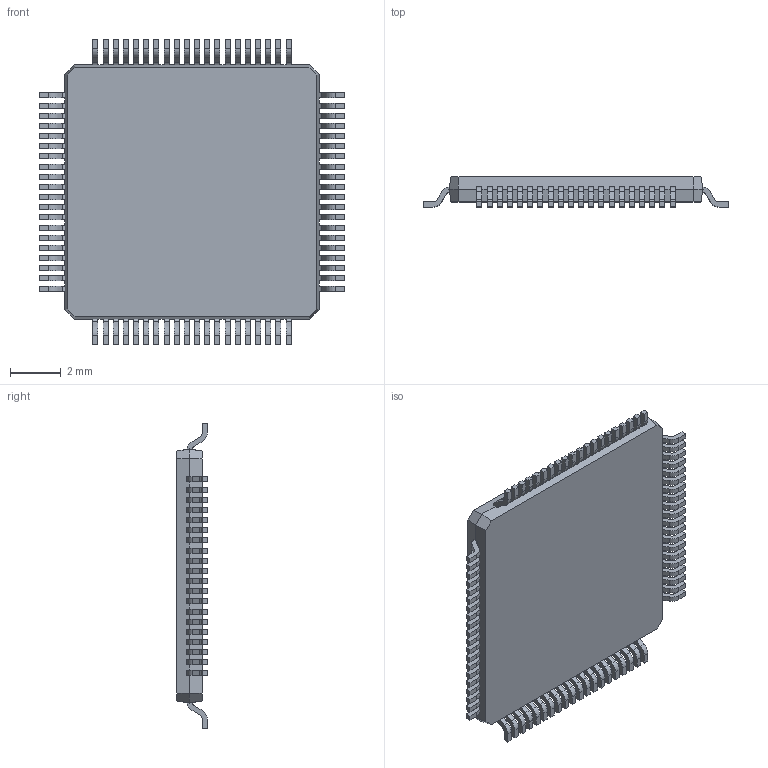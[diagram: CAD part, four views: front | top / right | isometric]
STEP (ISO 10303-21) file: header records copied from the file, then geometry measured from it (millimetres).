
FILE_DESCRIPTION (( 'STEP AP214' ), '1' );
FILE_NAME ('TSQFP40P1200X1200-80.STEP', '2011-01-31T08:45:24', ( 'vpeshkov' ), ( 'cad-design.ru' ), 'SwSTEP 2.0', 'SolidWorks 2009', '' );
FILE_SCHEMA (( 'AUTOMOTIVE_DESIGN' ));
Length unit declared in the file: millimetre
Products named in the file (1): TSQFP40P1200X1200-80
Bounding box: 12 x 1.2 x 12 mm (x, y, z)
Volume: 102.2 mm3; surface area: 314.9 mm2
Topology: 1 solids, 1 shells, 904 faces, 2692 edges, 1792 vertices
Faces by surface type: plane 580, cylinder 324
Entity records: 40089 total; most frequent: CARTESIAN_POINT 5389, ORIENTED_EDGE 5384, DIRECTION 5150, EDGE_CURVE 2692, VECTOR 2044, LINE 2044, VERTEX_POINT 1792, AXIS2_PLACEMENT_3D 1553
